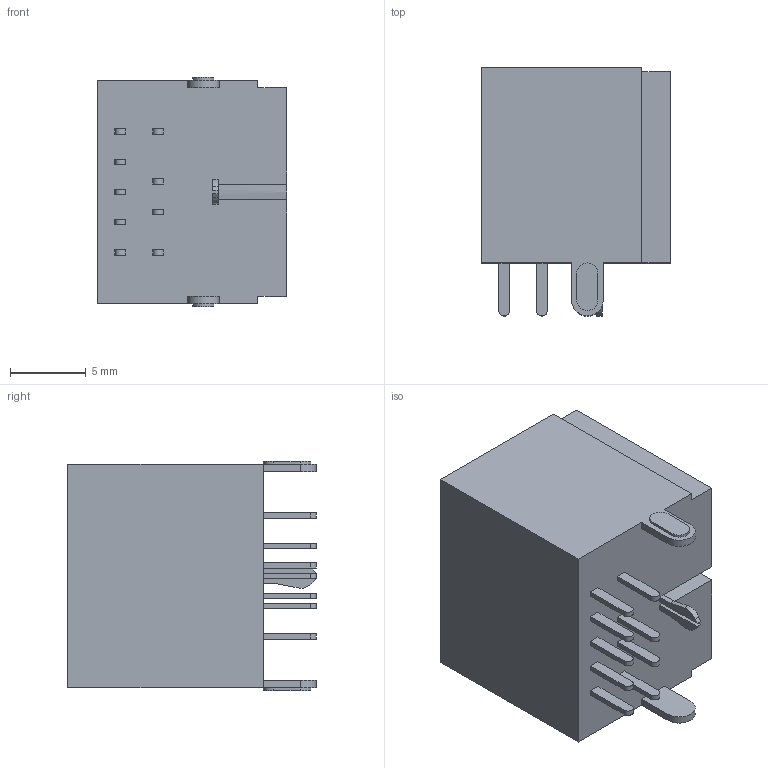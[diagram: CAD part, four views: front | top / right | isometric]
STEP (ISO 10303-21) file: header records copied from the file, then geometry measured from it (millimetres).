
FILE_DESCRIPTION (( 'STEP AP214' ), '1' );
FILE_NAME ('CUI_MD-90SM.step', '2017-08-15T23:24:12', ( '' ), ( '' ), 'SwSTEP 2.0', 'SolidWorks 2017', '' );
FILE_SCHEMA (( 'AUTOMOTIVE_DESIGN' ));
Length unit declared in the file: millimetre
Products named in the file (1): CUI_MD-90SM
Bounding box: 12.5 x 16.4 x 15.14 mm (x, y, z)
Volume: 2213.1 mm3; surface area: 1869.1 mm2
Topology: 1 solids, 1 shells, 188 faces, 473 edges, 308 vertices
Faces by surface type: plane 158, cylinder 30
Entity records: 7420 total; most frequent: CARTESIAN_POINT 970, ORIENTED_EDGE 946, DIRECTION 915, EDGE_CURVE 473, LINE 409, VECTOR 409, VERTEX_POINT 308, AXIS2_PLACEMENT_3D 253
